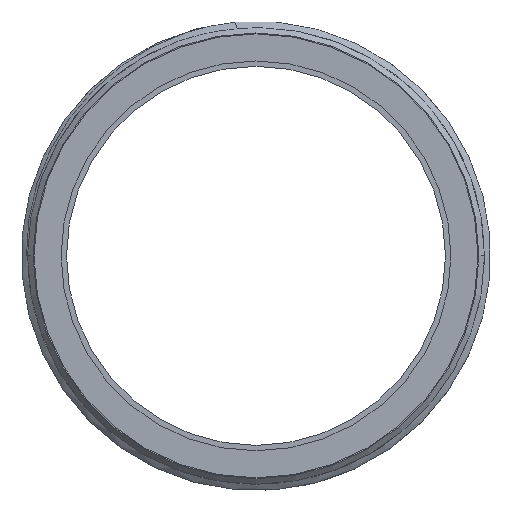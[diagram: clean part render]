
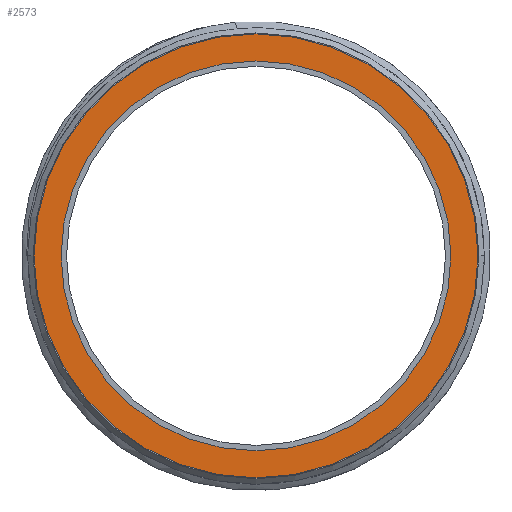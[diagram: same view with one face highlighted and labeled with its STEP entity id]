
A CAD part, front view. The second image highlights one B-rep face of the part: STEP entity #2573.
In plain terms, the highlighted planar face has unit normal (0, -1, 0).
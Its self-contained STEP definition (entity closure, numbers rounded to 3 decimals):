
#1070=CARTESIAN_POINT('',(0.,1.3,0.));
#1071=DIRECTION('',(0.,1.,0.));
#1072=DIRECTION('',(0.,0.,1.));
#1073=AXIS2_PLACEMENT_3D('',#1070,#1071,#1072);
#1075=CARTESIAN_POINT('',(0.,1.3,0.));
#1076=DIRECTION('',(0.,1.,0.));
#1077=DIRECTION('',(0.,0.,-1.));
#1078=AXIS2_PLACEMENT_3D('',#1075,#1076,#1077);
#1080=CARTESIAN_POINT('',(0.,1.3,0.));
#1081=DIRECTION('',(0.,-1.,0.));
#1082=DIRECTION('',(0.,0.,1.));
#1083=AXIS2_PLACEMENT_3D('',#1080,#1081,#1082);
#1085=CARTESIAN_POINT('',(0.,1.3,0.));
#1086=DIRECTION('',(0.,-1.,0.));
#1087=DIRECTION('',(0.,0.,-1.));
#1088=AXIS2_PLACEMENT_3D('',#1085,#1086,#1087);
#1189=CARTESIAN_POINT('',(0.,1.3,10.8));
#1190=CARTESIAN_POINT('',(0.,1.3,-10.8));
#1191=VERTEX_POINT('',#1189);
#1192=VERTEX_POINT('',#1190);
#1193=CARTESIAN_POINT('',(0.,1.3,12.3));
#1194=CARTESIAN_POINT('',(0.,1.3,-12.3));
#1195=VERTEX_POINT('',#1193);
#1196=VERTEX_POINT('',#1194);
#2558=CARTESIAN_POINT('',(0.,1.3,0.));
#2559=DIRECTION('',(0.,-1.,0.));
#2560=DIRECTION('',(0.,0.,1.));
#2561=AXIS2_PLACEMENT_3D('',#2558,#2559,#2560);
#2562=PLANE('',#2561);
#2564=ORIENTED_EDGE('',*,*,#2563,.F.);
#2566=ORIENTED_EDGE('',*,*,#2565,.F.);
#2567=EDGE_LOOP('',(#2564,#2566));
#2568=FACE_OUTER_BOUND('',#2567,.F.);
#2569=ORIENTED_EDGE('',*,*,#2538,.F.);
#2570=ORIENTED_EDGE('',*,*,#2552,.F.);
#2571=EDGE_LOOP('',(#2569,#2570));
#2572=FACE_BOUND('',#2571,.F.);
#2573=ADVANCED_FACE('',(#2568,#2572),#2562,.T.);
#1074=CIRCLE('',#1073,10.8);
#1079=CIRCLE('',#1078,10.8);
#1084=CIRCLE('',#1083,12.3);
#1089=CIRCLE('',#1088,12.3);
#2538=EDGE_CURVE('',#1191,#1192,#1074,.T.);
#2552=EDGE_CURVE('',#1192,#1191,#1079,.T.);
#2563=EDGE_CURVE('',#1195,#1196,#1084,.T.);
#2565=EDGE_CURVE('',#1196,#1195,#1089,.T.);
